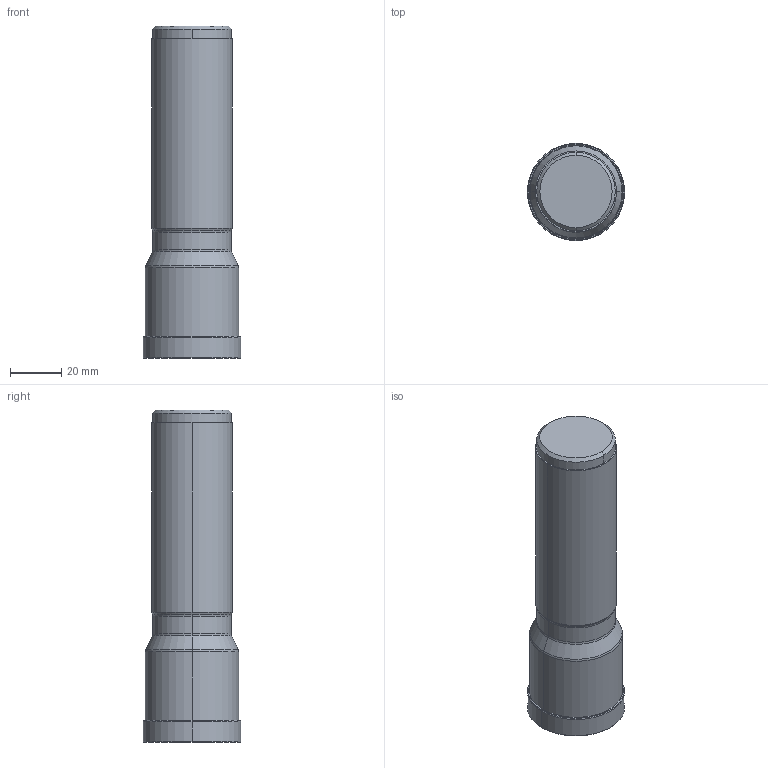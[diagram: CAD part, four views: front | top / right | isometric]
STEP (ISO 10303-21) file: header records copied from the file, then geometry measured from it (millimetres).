
FILE_DESCRIPTION(/* description */ (''),/* implementation_level */ '2;1');
FILE_NAME(/* name */ 'VPX200UR2406FA20S_IR0_008.stp',/* time_stamp */ '2025-07-08T15:38:02+09:00',/* author */ (''),/* organization */ (''),/* preprocessor_version */ 'ST-DEVELOPER v18.101',/* originating_system */ 'SIEMENS PLM Software NX 2011',/* authorisation */ '');
FILE_SCHEMA (('AUTOMOTIVE_DESIGN { 1 0 10303 214 3 1 1 1 }'));
Length unit declared in the file: millimetre
Products named in the file (1): VPX200UR2406FA20S_IR0_008_ASM
Bounding box: 38.1 x 38.1 x 130.18 mm (x, y, z)
Volume: 113661.8 mm3; surface area: 17712.4 mm2
Topology: 2 solids, 2 shells, 60 faces, 152 edges, 111 vertices
Faces by surface type: torus 24, cone 14, cylinder 10, bspline 4, plane 4, sphere 2, revolution 2
Entity records: 2225 total; most frequent: CARTESIAN_POINT 686, DIRECTION 328, ORIENTED_EDGE 276, AXIS2_PLACEMENT_3D 149, EDGE_CURVE 138, CIRCLE 87, VERTEX_POINT 82, EDGE_LOOP 62
